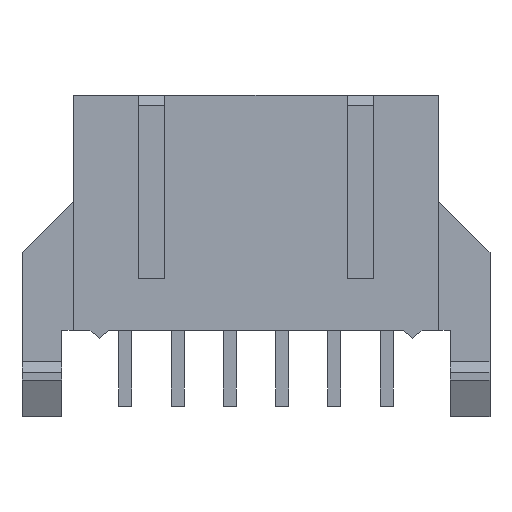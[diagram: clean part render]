
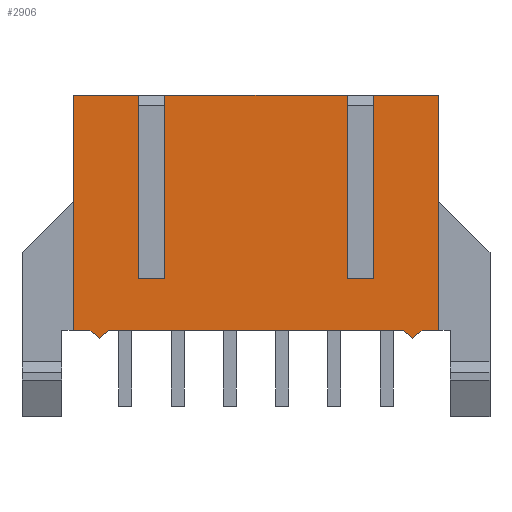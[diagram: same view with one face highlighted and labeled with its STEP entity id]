
A CAD part, front view. The second image highlights one B-rep face of the part: STEP entity #2906.
In plain terms, the highlighted planar face has unit normal (0, -1, 0).
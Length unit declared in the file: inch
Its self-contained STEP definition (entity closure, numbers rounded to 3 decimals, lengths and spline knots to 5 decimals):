
#5=DIRECTION('',(1.,0.,0.));
#6=VECTOR('',#5,0.56425);
#7=CARTESIAN_POINT('',(-0.28212,-0.1,-0.225));
#8=LINE('',#7,#6);
#49=DIRECTION('',(1.,0.,0.));
#50=VECTOR('',#49,0.03212);
#51=CARTESIAN_POINT('',(0.31788,-0.1,-0.225));
#52=LINE('',#51,#50);
#73=DIRECTION('',(1.,0.,0.));
#74=VECTOR('',#73,0.03212);
#75=CARTESIAN_POINT('',(-0.35,-0.1,-0.225));
#76=LINE('',#75,#74);
#273=DIRECTION('',(1.,0.,0.));
#274=VECTOR('',#273,0.35);
#275=CARTESIAN_POINT('',(-0.175,-0.1,0.225));
#276=LINE('',#275,#274);
#289=DIRECTION('',(1.,0.,0.));
#290=VECTOR('',#289,0.125);
#291=CARTESIAN_POINT('',(-0.35,-0.1,0.225));
#292=LINE('',#291,#290);
#337=DIRECTION('',(1.,0.,0.));
#338=VECTOR('',#337,0.125);
#339=CARTESIAN_POINT('',(0.225,-0.1,0.225));
#340=LINE('',#339,#338);
#381=DIRECTION('',(1.,0.,0.));
#382=VECTOR('',#381,0.05);
#383=CARTESIAN_POINT('',(-0.225,-0.1,-0.125));
#384=LINE('',#383,#382);
#385=DIRECTION('',(0.,0.,-1.));
#386=VECTOR('',#385,0.35);
#387=CARTESIAN_POINT('',(-0.175,-0.1,0.225));
#388=LINE('',#387,#386);
#389=DIRECTION('',(0.,0.,-1.));
#390=VECTOR('',#389,0.35);
#391=CARTESIAN_POINT('',(0.175,-0.1,0.225));
#392=LINE('',#391,#390);
#393=DIRECTION('',(1.,0.,0.));
#394=VECTOR('',#393,0.05);
#395=CARTESIAN_POINT('',(0.175,-0.1,-0.125));
#396=LINE('',#395,#394);
#397=DIRECTION('',(0.,0.,-1.));
#398=VECTOR('',#397,0.35);
#399=CARTESIAN_POINT('',(0.225,-0.1,0.225));
#400=LINE('',#399,#398);
#401=DIRECTION('',(-0.766,0.,-0.643));
#402=VECTOR('',#401,0.02334);
#403=CARTESIAN_POINT('',(0.31788,-0.1,-0.225));
#404=LINE('',#403,#402);
#405=DIRECTION('',(-0.766,0.,0.643));
#406=VECTOR('',#405,0.02334);
#407=CARTESIAN_POINT('',(0.3,-0.1,-0.24));
#408=LINE('',#407,#406);
#409=DIRECTION('',(-0.766,0.,-0.643));
#410=VECTOR('',#409,0.02334);
#411=CARTESIAN_POINT('',(-0.28212,-0.1,-0.225));
#412=LINE('',#411,#410);
#413=DIRECTION('',(-0.766,0.,0.643));
#414=VECTOR('',#413,0.02334);
#415=CARTESIAN_POINT('',(-0.3,-0.1,-0.24));
#416=LINE('',#415,#414);
#417=DIRECTION('',(0.,0.,1.));
#418=VECTOR('',#417,0.45);
#419=CARTESIAN_POINT('',(-0.35,-0.1,-0.225));
#420=LINE('',#419,#418);
#421=DIRECTION('',(0.,0.,-1.));
#422=VECTOR('',#421,0.35);
#423=CARTESIAN_POINT('',(-0.225,-0.1,0.225));
#424=LINE('',#423,#422);
#1273=DIRECTION('',(0.,0.,1.));
#1274=VECTOR('',#1273,0.45);
#1275=CARTESIAN_POINT('',(0.35,-0.1,-0.225));
#1276=LINE('',#1275,#1274);
#1892=CARTESIAN_POINT('',(-0.35,-0.1,0.225));
#1894=VERTEX_POINT('',#1892);
#1895=CARTESIAN_POINT('',(0.35,-0.1,0.225));
#1897=VERTEX_POINT('',#1895);
#1909=CARTESIAN_POINT('',(-0.35,-0.1,-0.225));
#1910=VERTEX_POINT('',#1909);
#1911=CARTESIAN_POINT('',(0.35,-0.1,-0.225));
#1912=VERTEX_POINT('',#1911);
#1923=CARTESIAN_POINT('',(-0.3,-0.1,-0.24));
#1925=VERTEX_POINT('',#1923);
#1927=CARTESIAN_POINT('',(0.3,-0.1,-0.24));
#1929=VERTEX_POINT('',#1927);
#1931=CARTESIAN_POINT('',(-0.28212,-0.1,-0.225));
#1933=VERTEX_POINT('',#1931);
#1935=CARTESIAN_POINT('',(-0.31788,-0.1,-0.225));
#1937=VERTEX_POINT('',#1935);
#1939=CARTESIAN_POINT('',(0.31788,-0.1,-0.225));
#1941=VERTEX_POINT('',#1939);
#1943=CARTESIAN_POINT('',(0.28212,-0.1,-0.225));
#1945=VERTEX_POINT('',#1943);
#2275=CARTESIAN_POINT('',(0.175,-0.1,0.225));
#2277=VERTEX_POINT('',#2275);
#2279=CARTESIAN_POINT('',(0.225,-0.1,0.225));
#2281=VERTEX_POINT('',#2279);
#2283=CARTESIAN_POINT('',(-0.225,-0.1,-0.125));
#2284=CARTESIAN_POINT('',(-0.175,-0.1,-0.125));
#2285=VERTEX_POINT('',#2283);
#2286=VERTEX_POINT('',#2284);
#2287=CARTESIAN_POINT('',(0.175,-0.1,-0.125));
#2288=VERTEX_POINT('',#2287);
#2289=CARTESIAN_POINT('',(0.225,-0.1,-0.125));
#2290=VERTEX_POINT('',#2289);
#2299=CARTESIAN_POINT('',(-0.225,-0.1,0.225));
#2300=VERTEX_POINT('',#2299);
#2301=CARTESIAN_POINT('',(-0.175,-0.1,0.225));
#2302=VERTEX_POINT('',#2301);
#2872=CARTESIAN_POINT('',(-0.35,-0.1,-0.225));
#2873=DIRECTION('',(0.,-1.,0.));
#2874=DIRECTION('',(1.,0.,0.));
#2875=AXIS2_PLACEMENT_3D('',#2872,#2873,#2874);
#2876=PLANE('',#2875);
#2878=ORIENTED_EDGE('',*,*,#2877,.T.);
#2879=ORIENTED_EDGE('',*,*,#2862,.F.);
#2880=ORIENTED_EDGE('',*,*,#2734,.T.);
#2881=ORIENTED_EDGE('',*,*,#2807,.T.);
#2883=ORIENTED_EDGE('',*,*,#2882,.T.);
#2885=ORIENTED_EDGE('',*,*,#2884,.F.);
#2886=ORIENTED_EDGE('',*,*,#2790,.T.);
#2888=ORIENTED_EDGE('',*,*,#2887,.F.);
#2889=ORIENTED_EDGE('',*,*,#2604,.F.);
#2891=ORIENTED_EDGE('',*,*,#2890,.T.);
#2893=ORIENTED_EDGE('',*,*,#2892,.T.);
#2894=ORIENTED_EDGE('',*,*,#2510,.F.);
#2895=ORIENTED_EDGE('',*,*,#2657,.T.);
#2897=ORIENTED_EDGE('',*,*,#2896,.T.);
#2898=ORIENTED_EDGE('',*,*,#2624,.F.);
#2900=ORIENTED_EDGE('',*,*,#2899,.T.);
#2901=ORIENTED_EDGE('',*,*,#2770,.T.);
#2903=ORIENTED_EDGE('',*,*,#2902,.T.);
#2904=EDGE_LOOP('',(#2878,#2879,#2880,#2881,#2883,#2885,#2886,#2888,#2889,#2891,
#2893,#2894,#2895,#2897,#2898,#2900,#2901,#2903));
#2905=FACE_OUTER_BOUND('',#2904,.F.);
#2906=ADVANCED_FACE('',(#2905),#2876,.T.);
#2510=EDGE_CURVE('',#1933,#1945,#8,.T.);
#2604=EDGE_CURVE('',#1941,#1912,#52,.T.);
#2624=EDGE_CURVE('',#1910,#1937,#76,.T.);
#2657=EDGE_CURVE('',#1933,#1925,#412,.T.);
#2734=EDGE_CURVE('',#2302,#2277,#276,.T.);
#2770=EDGE_CURVE('',#1894,#2300,#292,.T.);
#2790=EDGE_CURVE('',#2281,#1897,#340,.T.);
#2807=EDGE_CURVE('',#2277,#2288,#392,.T.);
#2862=EDGE_CURVE('',#2302,#2286,#388,.T.);
#2877=EDGE_CURVE('',#2285,#2286,#384,.T.);
#2882=EDGE_CURVE('',#2288,#2290,#396,.T.);
#2884=EDGE_CURVE('',#2281,#2290,#400,.T.);
#2887=EDGE_CURVE('',#1912,#1897,#1276,.T.);
#2890=EDGE_CURVE('',#1941,#1929,#404,.T.);
#2892=EDGE_CURVE('',#1929,#1945,#408,.T.);
#2896=EDGE_CURVE('',#1925,#1937,#416,.T.);
#2899=EDGE_CURVE('',#1910,#1894,#420,.T.);
#2902=EDGE_CURVE('',#2300,#2285,#424,.T.);
